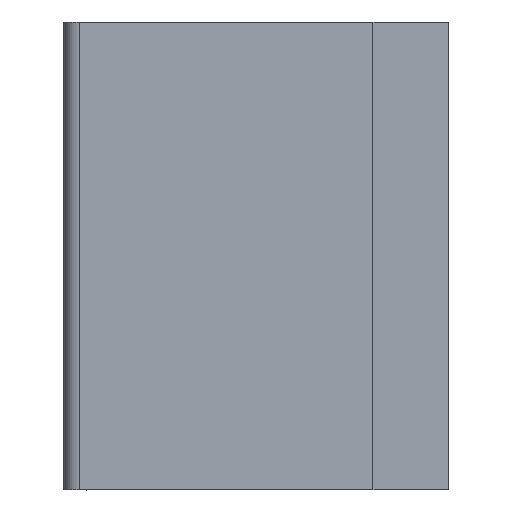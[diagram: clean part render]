
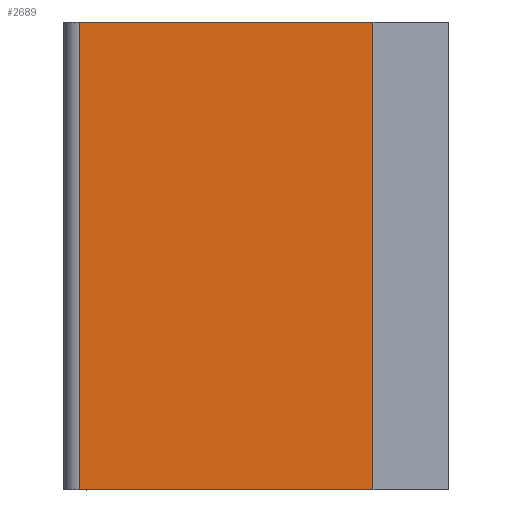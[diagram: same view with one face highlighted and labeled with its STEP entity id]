
A CAD part, left-side view. The second image highlights one B-rep face of the part: STEP entity #2689.
In plain terms, the highlighted planar face has unit normal (-1, 0, 0).
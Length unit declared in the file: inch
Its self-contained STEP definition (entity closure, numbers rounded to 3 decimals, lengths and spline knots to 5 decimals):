
#38 = EDGE_LOOP ( 'NONE', ( #3542, #3035, #3000, #2120 ) ) ;
#134 = VECTOR ( 'NONE', #1034, 39.37008 ) ;
#252 = CARTESIAN_POINT ( 'NONE',  ( -0.875, -0.594, 0.875 ) ) ;
#441 = CARTESIAN_POINT ( 'NONE',  ( -0.875, 0.502, -0.875 ) ) ;
#532 = VERTEX_POINT ( 'NONE', #551 ) ;
#551 = CARTESIAN_POINT ( 'NONE',  ( -0.875, 0.502, 0.875 ) ) ;
#634 = PLANE ( 'NONE',  #1784 ) ;
#790 = LINE ( 'NONE', #4714, #4087 ) ;
#830 = VERTEX_POINT ( 'NONE', #1932 ) ;
#1034 = DIRECTION ( 'NONE',  ( 0., 0., 1. ) ) ;
#1220 = EDGE_CURVE ( 'NONE', #4344, #830, #790, .T. ) ;
#1383 = DIRECTION ( 'NONE',  ( 1., 0., 0. ) ) ;
#1784 = AXIS2_PLACEMENT_3D ( 'NONE', #3767, #1383, #3738 ) ;
#1838 = DIRECTION ( 'NONE',  ( 0., 1., 0. ) ) ;
#1892 = CARTESIAN_POINT ( 'NONE',  ( -0.875, -0.594, -0.875 ) ) ;
#1932 = CARTESIAN_POINT ( 'NONE',  ( -0.875, 0.502, -0.875 ) ) ;
#2120 = ORIENTED_EDGE ( 'NONE', *, *, #4380, .T. ) ;
#2169 = FACE_OUTER_BOUND ( 'NONE', #38, .T. ) ;
#2239 = CARTESIAN_POINT ( 'NONE',  ( -0.875, 0., 0.875 ) ) ;
#2290 = LINE ( 'NONE', #4650, #134 ) ;
#2361 = DIRECTION ( 'NONE',  ( 0., 1., 0. ) ) ;
#2427 = VECTOR ( 'NONE', #1838, 39.37008 ) ;
#2689 = ADVANCED_FACE ( 'NONE', ( #2169 ), #634, .F. ) ;
#3000 = ORIENTED_EDGE ( 'NONE', *, *, #1220, .F. ) ;
#3035 = ORIENTED_EDGE ( 'NONE', *, *, #3393, .T. ) ;
#3213 = DIRECTION ( 'NONE',  ( 0., 0., -1. ) ) ;
#3331 = VECTOR ( 'NONE', #3213, 39.37008 ) ;
#3393 = EDGE_CURVE ( 'NONE', #532, #830, #3982, .T. ) ;
#3542 = ORIENTED_EDGE ( 'NONE', *, *, #4350, .T. ) ;
#3738 = DIRECTION ( 'NONE',  ( 0., 0., -1. ) ) ;
#3767 = CARTESIAN_POINT ( 'NONE',  ( -0.875, 0., -0.875 ) ) ;
#3814 = VERTEX_POINT ( 'NONE', #252 ) ;
#3982 = LINE ( 'NONE', #441, #3331 ) ;
#4087 = VECTOR ( 'NONE', #2361, 39.37008 ) ;
#4344 = VERTEX_POINT ( 'NONE', #1892 ) ;
#4350 = EDGE_CURVE ( 'NONE', #3814, #532, #4600, .T. ) ;
#4380 = EDGE_CURVE ( 'NONE', #4344, #3814, #2290, .T. ) ;
#4600 = LINE ( 'NONE', #2239, #2427 ) ;
#4650 = CARTESIAN_POINT ( 'NONE',  ( -0.875, -0.594, -1.35586 ) ) ;
#4714 = CARTESIAN_POINT ( 'NONE',  ( -0.875, 0., -0.875 ) ) ;
